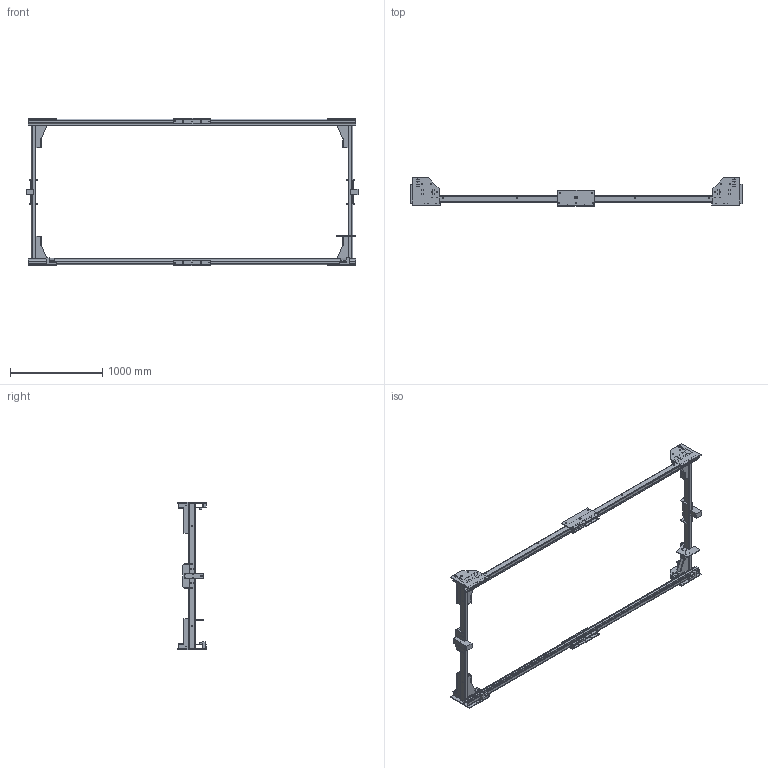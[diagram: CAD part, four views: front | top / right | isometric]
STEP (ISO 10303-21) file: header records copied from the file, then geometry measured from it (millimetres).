
FILE_DESCRIPTION(/* description */ ('','CAx-IF Rec.Pracs.---Representation and Presentation of Product Manufacturing Information (PMI)---3.8---2014-02-18'),/* implementation_level */ '2;1');
FILE_NAME(/* name */ 'cnc.stp',/* time_stamp */ '2024-06-17T22:25:53+12:00',/* author */ ('erik'),/* organization */ (''),/* preprocessor_version */ 'ST-DEVELOPER v16.5',/* originating_system */ 'Autodesk Inventor 2017',/* authorisation */ '');
FILE_SCHEMA (('AP242_MANAGED_MODEL_BASED_3D_ENGINEERING_MIM_LF { 1 0 10303 442 1 1 4 }'));
Length unit declared in the file: millimetre
Products named in the file (55): cnc; X-RAIL; Y-RAIL; spacer_plate; GUSSET1; LOCKPLATE-Y-TOP; ENDPLATE; GUSSET_X_TOP; GUSSET1_1; Y-lockplate; Lockplate-Y-front; Mid-Plate; mid-bottom-plate; mid-lil-corbels; mid-lockplate; X-Ballscrew-Gusset; X-Ballscrew-Plate; X-Ballscrew-Mount_Existing; spacer_plate_MIR; GUSSET2_MIR; LOCKPLATE-Y-TOP_MIR; ENDPLATE_MIR; GUSSET_X_TOP_MIR; GUSSET1_MIR; Y-lockplate_MIR; Lockplate-Y-front_MIR; X-RAIL_MIR; Mid-Plate_MIR; mid-bottom-plate_MIR; mid-lil-corbels_MIR; mid-lockplate_MIR; Y-RAIL_MIR; spacer_plate_MIR1; GUSSET2_MIR1; LOCKPLATE-Y-TOP_MIR1; ENDPLATE_MIR1; GUSSET_X_TOP_MIR1; GUSSET1_MIR1; Y-lockplate_MIR1; Lockplate-Y-front_MIR1 ...
Assembly tree (69 placements, depth 2):
  cnc
    X-RAIL
    Y-RAIL
    spacer_plate
    GUSSET1  x2
    LOCKPLATE-Y-TOP
    ENDPLATE
    GUSSET_X_TOP  x2
    GUSSET1_1  x2
    Y-lockplate
    Lockplate-Y-front
    Mid-Plate
    mid-bottom-plate
    mid-lil-corbels
    mid-lockplate
    X-Ballscrew-Gusset  x2
    X-Ballscrew-Plate
    X-Ballscrew-Mount_Existing
    spacer_plate_MIR
    GUSSET2_MIR  x2
    LOCKPLATE-Y-TOP_MIR
    ENDPLATE_MIR
    GUSSET_X_TOP_MIR  x2
    GUSSET1_MIR  x2
    Y-lockplate_MIR
    Lockplate-Y-front_MIR
    X-RAIL_MIR
    Mid-Plate_MIR
    mid-bottom-plate_MIR
    mid-lil-corbels_MIR
    mid-lockplate_MIR
    Y-RAIL_MIR
    spacer_plate_MIR1
    GUSSET2_MIR1  x2
    LOCKPLATE-Y-TOP_MIR1
    ENDPLATE_MIR1
    GUSSET_X_TOP_MIR1  x2
    GUSSET1_MIR1  x2
    Y-lockplate_MIR1
    Lockplate-Y-front_MIR1
    LIMIT_PLATE_MIR
    X-Ballscrew-Gusset_MIR  x2
    X-Ballscrew-Plate_MIR
    X-Ballscrew-Mount_Existing_MIR
    spacer_plate_MIR_MIR
    GUSSET2_MIR_MIR  x2
    LOCKPLATE-Y-TOP_MIR_MIR
    ENDPLATE_MIR_MIR
    GUSSET_X_TOP_MIR_MIR  x2
    GUSSET1_MIR_MIR  x2
    Y-lockplate_MIR_MIR
    Lockplate-Y-front_MIR_MIR
    THK_RAIL
    THK_RAIL_MIR
    X-Stop_Existing  x2
Bounding box: 3602 x 306 x 1596 mm (x, y, z)
Volume: 24046312.6 mm3; surface area: 8237837.4 mm2
Topology: 69 solids, 69 shells, 2088 faces, 6016 edges, 4056 vertices
Faces by surface type: plane 1733, cylinder 355
Full cylindrical faces by diameter (mm): 6.7 x168, 8 x60, 8.3 x8, 9 x16, 10.4 x4, 12.5 x34, 14.4 x4, 16 x8, 16.2 x4, 17.5 x2, 20 x2, 26 x12
Entity records: 54437 total; most frequent: CARTESIAN_POINT 9192, ORIENTED_EDGE 8676, DIRECTION 8558, EDGE_CURVE 4338, LINE 3646, VECTOR 3646, VERTEX_POINT 3090, EDGE_LOOP 2766
